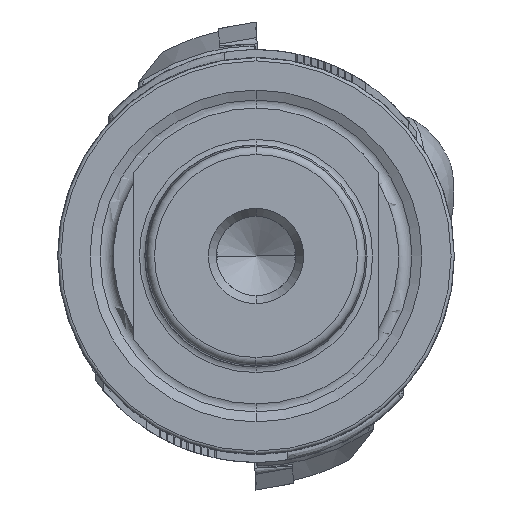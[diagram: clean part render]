
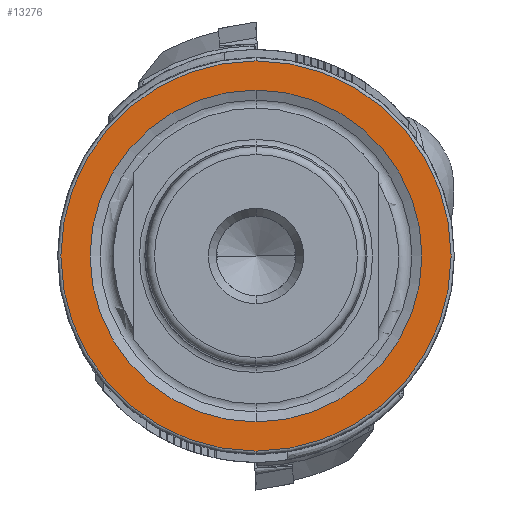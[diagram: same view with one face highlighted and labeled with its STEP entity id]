
A CAD part, left-side view. The second image highlights one B-rep face of the part: STEP entity #13276.
In plain terms, the highlighted planar face has unit normal (-1, 0, 0).
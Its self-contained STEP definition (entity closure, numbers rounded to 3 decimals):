
#120 = VERTEX_POINT ( 'NONE', #22714 ) ;
#654 = DIRECTION ( 'NONE',  ( 0., 0., 1. ) ) ;
#1857 = ORIENTED_EDGE ( 'NONE', *, *, #12558, .F. ) ;
#3988 = FACE_BOUND ( 'NONE', #17151, .T. ) ;
#5720 = VERTEX_POINT ( 'NONE', #11505 ) ;
#5917 = PLANE ( 'NONE',  #11737 ) ;
#6180 = CIRCLE ( 'NONE', #9594, 12.3 ) ;
#6478 = CIRCLE ( 'NONE', #20101, 12.3 ) ;
#6758 = DIRECTION ( 'NONE',  ( -1., 0., 0. ) ) ;
#7342 = CARTESIAN_POINT ( 'NONE',  ( 14., 0., 12.3 ) ) ;
#8476 = ORIENTED_EDGE ( 'NONE', *, *, #9451, .F. ) ;
#8999 = CIRCLE ( 'NONE', #17878, 10.459 ) ;
#9253 = CARTESIAN_POINT ( 'NONE',  ( 14., 0., 0. ) ) ;
#9451 = EDGE_CURVE ( 'NONE', #10913, #120, #8999, .T. ) ;
#9594 = AXIS2_PLACEMENT_3D ( 'NONE', #9253, #22958, #11217 ) ;
#9858 = DIRECTION ( 'NONE',  ( 0., 0., -1. ) ) ;
#9918 = DIRECTION ( 'NONE',  ( -1., 0., 0. ) ) ;
#10913 = VERTEX_POINT ( 'NONE', #20796 ) ;
#11217 = DIRECTION ( 'NONE',  ( 0., 0., 1. ) ) ;
#11398 = AXIS2_PLACEMENT_3D ( 'NONE', #21666, #9918, #23634 ) ;
#11505 = CARTESIAN_POINT ( 'NONE',  ( 14., 0., -12.3 ) ) ;
#11737 = AXIS2_PLACEMENT_3D ( 'NONE', #19656, #21576, #9858 ) ;
#12512 = DIRECTION ( 'NONE',  ( -1., 0., 0. ) ) ;
#12558 = EDGE_CURVE ( 'NONE', #120, #10913, #15110, .T. ) ;
#12839 = EDGE_CURVE ( 'NONE', #20491, #5720, #6180, .T. ) ;
#13170 = EDGE_CURVE ( 'NONE', #5720, #20491, #6478, .T. ) ;
#13276 = ADVANCED_FACE ( 'NONE', ( #3988, #19670 ), #5917, .F. ) ;
#15110 = CIRCLE ( 'NONE', #11398, 10.459 ) ;
#17151 = EDGE_LOOP ( 'NONE', ( #1857, #8476 ) ) ;
#17878 = AXIS2_PLACEMENT_3D ( 'NONE', #18486, #6758, #20460 ) ;
#18209 = ORIENTED_EDGE ( 'NONE', *, *, #12839, .T. ) ;
#18486 = CARTESIAN_POINT ( 'NONE',  ( 14., 0., 0. ) ) ;
#19523 = EDGE_LOOP ( 'NONE', ( #18209, #21988 ) ) ;
#19656 = CARTESIAN_POINT ( 'NONE',  ( 14., 10.459, 0. ) ) ;
#19670 = FACE_OUTER_BOUND ( 'NONE', #19523, .T. ) ;
#20101 = AXIS2_PLACEMENT_3D ( 'NONE', #24214, #12512, #654 ) ;
#20460 = DIRECTION ( 'NONE',  ( 0., 0., 1. ) ) ;
#20491 = VERTEX_POINT ( 'NONE', #7342 ) ;
#20796 = CARTESIAN_POINT ( 'NONE',  ( 14., 0., -10.459 ) ) ;
#21576 = DIRECTION ( 'NONE',  ( 1., 0., 0. ) ) ;
#21666 = CARTESIAN_POINT ( 'NONE',  ( 14., 0., 0. ) ) ;
#21988 = ORIENTED_EDGE ( 'NONE', *, *, #13170, .T. ) ;
#22714 = CARTESIAN_POINT ( 'NONE',  ( 14., 0., 10.459 ) ) ;
#22958 = DIRECTION ( 'NONE',  ( -1., 0., 0. ) ) ;
#23634 = DIRECTION ( 'NONE',  ( 0., 0., 1. ) ) ;
#24214 = CARTESIAN_POINT ( 'NONE',  ( 14., 0., 0. ) ) ;
